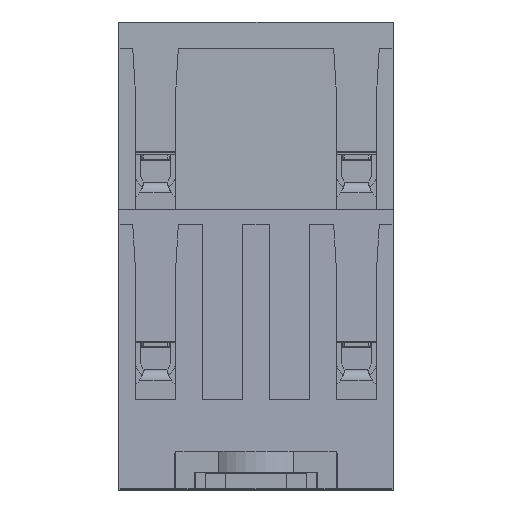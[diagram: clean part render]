
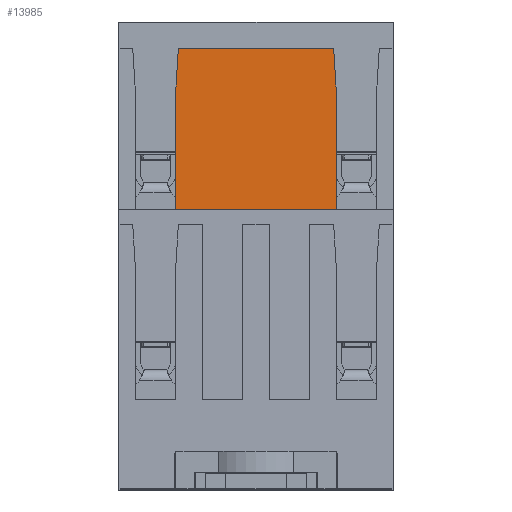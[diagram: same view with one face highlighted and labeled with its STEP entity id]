
A CAD part, top view. The second image highlights one B-rep face of the part: STEP entity #13985.
In plain terms, the highlighted planar face has unit normal (0, 0.005, 1).
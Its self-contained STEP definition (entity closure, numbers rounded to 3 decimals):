
#118 = ORIENTED_EDGE ( 'NONE', *, *, #18421, .T. ) ;
#683 = LINE ( 'NONE', #12425, #5274 ) ;
#807 = DIRECTION ( 'NONE',  ( 0., -0.005, -1. ) ) ;
#1145 = VERTEX_POINT ( 'NONE', #21695 ) ;
#1187 = CARTESIAN_POINT ( 'NONE',  ( -7.733, 38.558, 27.671 ) ) ;
#1982 = CARTESIAN_POINT ( 'NONE',  ( 7.65, 39.892, 27.664 ) ) ;
#2207 = B_SPLINE_CURVE_WITH_KNOTS ( 'NONE', 3,
 ( #20738, #22729, #11069, #24754 ),
 .UNSPECIFIED., .F., .F.,
 ( 4, 4 ),
 ( 0., 1. ),
 .UNSPECIFIED. ) ;
#2243 = VERTEX_POINT ( 'NONE', #3049 ) ;
#2914 = ORIENTED_EDGE ( 'NONE', *, *, #12101, .F. ) ;
#3049 = CARTESIAN_POINT ( 'NONE',  ( -7.9, 35.892, 27.686 ) ) ;
#3396 = CARTESIAN_POINT ( 'NONE',  ( -7.9, 35.892, 27.686 ) ) ;
#4024 = ORIENTED_EDGE ( 'NONE', *, *, #8053, .T. ) ;
#4057 = ORIENTED_EDGE ( 'NONE', *, *, #13566, .T. ) ;
#4108 = CARTESIAN_POINT ( 'NONE',  ( 7.65, 39.892, 27.664 ) ) ;
#5227 = CARTESIAN_POINT ( 'NONE',  ( 7.9, 35.892, 27.686 ) ) ;
#5274 = VECTOR ( 'NONE', #16288, 1000. ) ;
#5390 = CARTESIAN_POINT ( 'NONE',  ( -7.9, 31.928, 27.707 ) ) ;
#6005 = CARTESIAN_POINT ( 'NONE',  ( 7.733, 38.558, 27.671 ) ) ;
#6143 = DIRECTION ( 'NONE',  ( -1., 0., 0. ) ) ;
#6614 = CARTESIAN_POINT ( 'NONE',  ( 7.9, 24., 27.75 ) ) ;
#6722 = VERTEX_POINT ( 'NONE', #22878 ) ;
#7320 = CARTESIAN_POINT ( 'NONE',  ( -7.9, 24., 27.75 ) ) ;
#7929 = CARTESIAN_POINT ( 'NONE',  ( 7.9, 35.892, 27.686 ) ) ;
#8053 = EDGE_CURVE ( 'NONE', #2243, #6722, #22099, .T. ) ;
#9068 = AXIS2_PLACEMENT_3D ( 'NONE', #16225, #807, #14376 ) ;
#9711 = LINE ( 'NONE', #23556, #14281 ) ;
#10846 = CARTESIAN_POINT ( 'NONE',  ( -7.9, 35.892, 27.686 ) ) ;
#10885 = B_SPLINE_CURVE_WITH_KNOTS ( 'NONE', 3,
 ( #1982, #6005, #19529, #7929 ),
 .UNSPECIFIED., .F., .F.,
 ( 4, 4 ),
 ( 0., 1. ),
 .UNSPECIFIED. ) ;
#11069 = CARTESIAN_POINT ( 'NONE',  ( 7.9, 31.928, 27.707 ) ) ;
#12101 = EDGE_CURVE ( 'NONE', #20557, #16441, #10885, .T. ) ;
#12425 = CARTESIAN_POINT ( 'NONE',  ( 0., 24., 27.75 ) ) ;
#12928 = EDGE_CURVE ( 'NONE', #2243, #1145, #14627, .T. ) ;
#13566 = EDGE_CURVE ( 'NONE', #15651, #16441, #2207, .T. ) ;
#13985 = ADVANCED_FACE ( 'NONE', ( #15649 ), #22086, .F. ) ;
#14281 = VECTOR ( 'NONE', #6143, 1000. ) ;
#14376 = DIRECTION ( 'NONE',  ( 0., 1., -0.005 ) ) ;
#14627 = B_SPLINE_CURVE_WITH_KNOTS ( 'NONE', 3,
 ( #10846, #22492, #1187, #14760 ),
 .UNSPECIFIED., .F., .F.,
 ( 4, 4 ),
 ( 0., 1. ),
 .UNSPECIFIED. ) ;
#14760 = CARTESIAN_POINT ( 'NONE',  ( -7.65, 39.892, 27.664 ) ) ;
#15649 = FACE_OUTER_BOUND ( 'NONE', #24014, .T. ) ;
#15651 = VERTEX_POINT ( 'NONE', #6614 ) ;
#16225 = CARTESIAN_POINT ( 'NONE',  ( -7.9, 24., 27.75 ) ) ;
#16286 = EDGE_CURVE ( 'NONE', #15651, #6722, #683, .T. ) ;
#16288 = DIRECTION ( 'NONE',  ( -1., 0., 0. ) ) ;
#16441 = VERTEX_POINT ( 'NONE', #5227 ) ;
#18421 = EDGE_CURVE ( 'NONE', #20557, #1145, #9711, .T. ) ;
#18906 = CARTESIAN_POINT ( 'NONE',  ( -7.9, 27.964, 27.729 ) ) ;
#19529 = CARTESIAN_POINT ( 'NONE',  ( 7.817, 37.225, 27.679 ) ) ;
#20251 = ORIENTED_EDGE ( 'NONE', *, *, #16286, .F. ) ;
#20557 = VERTEX_POINT ( 'NONE', #4108 ) ;
#20738 = CARTESIAN_POINT ( 'NONE',  ( 7.9, 24., 27.75 ) ) ;
#21695 = CARTESIAN_POINT ( 'NONE',  ( -7.65, 39.892, 27.664 ) ) ;
#21974 = ORIENTED_EDGE ( 'NONE', *, *, #12928, .F. ) ;
#22086 = PLANE ( 'NONE',  #9068 ) ;
#22099 = B_SPLINE_CURVE_WITH_KNOTS ( 'NONE', 3,
 ( #3396, #5390, #18906, #7320 ),
 .UNSPECIFIED., .F., .F.,
 ( 4, 4 ),
 ( 0., 1. ),
 .UNSPECIFIED. ) ;
#22492 = CARTESIAN_POINT ( 'NONE',  ( -7.817, 37.225, 27.679 ) ) ;
#22729 = CARTESIAN_POINT ( 'NONE',  ( 7.9, 27.964, 27.729 ) ) ;
#22878 = CARTESIAN_POINT ( 'NONE',  ( -7.9, 24., 27.75 ) ) ;
#23556 = CARTESIAN_POINT ( 'NONE',  ( 0., 39.892, 27.664 ) ) ;
#24014 = EDGE_LOOP ( 'NONE', ( #4057, #2914, #118, #21974, #4024, #20251 ) ) ;
#24754 = CARTESIAN_POINT ( 'NONE',  ( 7.9, 35.892, 27.686 ) ) ;
